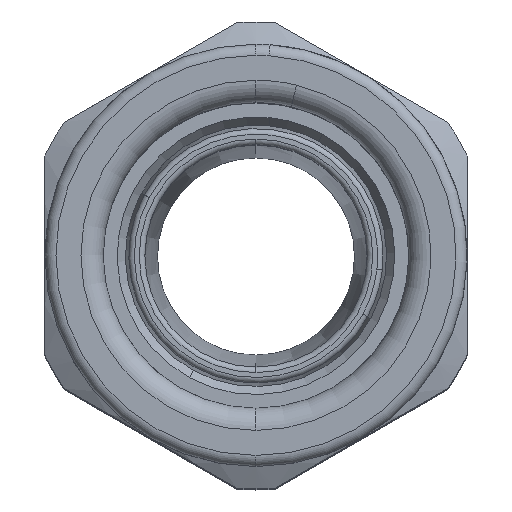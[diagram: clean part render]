
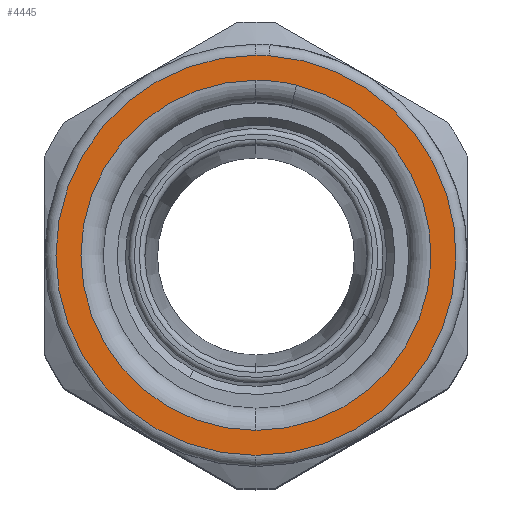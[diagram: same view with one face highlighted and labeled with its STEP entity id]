
A CAD part, top view. The second image highlights one B-rep face of the part: STEP entity #4445.
In plain terms, the highlighted planar face has unit normal (0, 0, 1).
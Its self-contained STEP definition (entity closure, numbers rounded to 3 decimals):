
#4293=AXIS2_PLACEMENT_3D('Circle Axis2P3D',#4291,#4292,$) ;
#4310=AXIS2_PLACEMENT_3D('Circle Axis2P3D',#4308,#4309,$) ;
#4334=AXIS2_PLACEMENT_3D('Circle Axis2P3D',#4332,#4333,$) ;
#4412=AXIS2_PLACEMENT_3D('Plane Axis2P3D',#4409,#4410,#4411) ;
#4421=AXIS2_PLACEMENT_3D('Circle Axis2P3D',#4419,#4420,$) ;
#4430=AXIS2_PLACEMENT_3D('Circle Axis2P3D',#4428,#4429,$) ;
#4437=AXIS2_PLACEMENT_3D('Circle Axis2P3D',#4435,#4436,$) ;
#4281=CARTESIAN_POINT('Vertex',(20.199,38.96,84.4)) ;
#4288=CARTESIAN_POINT('Vertex',(19.,39.,84.4)) ;
#4291=CARTESIAN_POINT('Axis2P3D Location',(19.,21.,84.4)) ;
#4308=CARTESIAN_POINT('Axis2P3D Location',(19.,21.,84.4)) ;
#4312=CARTESIAN_POINT('Vertex',(19.,3.,84.4)) ;
#4332=CARTESIAN_POINT('Axis2P3D Location',(19.,21.,84.4)) ;
#4409=CARTESIAN_POINT('Axis2P3D Location',(19.,21.,84.4)) ;
#4419=CARTESIAN_POINT('Axis2P3D Location',(19.,21.,84.4)) ;
#4423=CARTESIAN_POINT('Vertex',(22.644,36.323,84.4)) ;
#4425=CARTESIAN_POINT('Vertex',(19.,36.75,84.4)) ;
#4428=CARTESIAN_POINT('Axis2P3D Location',(19.,21.,84.4)) ;
#4432=CARTESIAN_POINT('Vertex',(19.,5.25,84.4)) ;
#4435=CARTESIAN_POINT('Axis2P3D Location',(19.,21.,84.4)) ;
#4292=DIRECTION('Axis2P3D Direction',(0.,0.,1.)) ;
#4309=DIRECTION('Axis2P3D Direction',(0.,0.,1.)) ;
#4333=DIRECTION('Axis2P3D Direction',(0.,0.,1.)) ;
#4410=DIRECTION('Axis2P3D Direction',(0.,0.,1.)) ;
#4411=DIRECTION('Axis2P3D XDirection',(0.,1.,0.)) ;
#4420=DIRECTION('Axis2P3D Direction',(0.,0.,1.)) ;
#4429=DIRECTION('Axis2P3D Direction',(0.,0.,1.)) ;
#4436=DIRECTION('Axis2P3D Direction',(0.,0.,1.)) ;
#4415=ORIENTED_EDGE('',*,*,#4314,.T.) ;
#4416=ORIENTED_EDGE('',*,*,#4295,.T.) ;
#4417=ORIENTED_EDGE('',*,*,#4336,.T.) ;
#4441=ORIENTED_EDGE('',*,*,#4427,.F.) ;
#4442=ORIENTED_EDGE('',*,*,#4434,.F.) ;
#4443=ORIENTED_EDGE('',*,*,#4439,.F.) ;
#4444=FACE_BOUND('',#4440,.T.) ;
#4445=ADVANCED_FACE('Body',(#4418,#4444),#4413,.T.) ;
#4294=CIRCLE('generated circle',#4293,18.) ;
#4311=CIRCLE('generated circle',#4310,18.) ;
#4335=CIRCLE('generated circle',#4334,18.) ;
#4422=CIRCLE('generated circle',#4421,15.75) ;
#4431=CIRCLE('generated circle',#4430,15.75) ;
#4438=CIRCLE('generated circle',#4437,15.75) ;
#4295=EDGE_CURVE('',#4282,#4289,#4294,.T.) ;
#4314=EDGE_CURVE('',#4313,#4282,#4311,.T.) ;
#4336=EDGE_CURVE('',#4289,#4313,#4335,.T.) ;
#4427=EDGE_CURVE('',#4424,#4426,#4422,.T.) ;
#4434=EDGE_CURVE('',#4433,#4424,#4431,.T.) ;
#4439=EDGE_CURVE('',#4426,#4433,#4438,.T.) ;
#4414=EDGE_LOOP('',(#4415,#4416,#4417)) ;
#4440=EDGE_LOOP('',(#4441,#4442,#4443)) ;
#4418=FACE_OUTER_BOUND('',#4414,.T.) ;
#4413=PLANE('',#4412) ;
#4282=VERTEX_POINT('',#4281) ;
#4289=VERTEX_POINT('',#4288) ;
#4313=VERTEX_POINT('',#4312) ;
#4424=VERTEX_POINT('',#4423) ;
#4426=VERTEX_POINT('',#4425) ;
#4433=VERTEX_POINT('',#4432) ;
